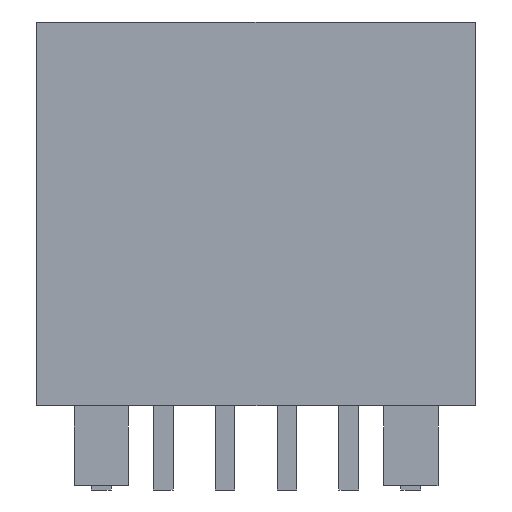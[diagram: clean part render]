
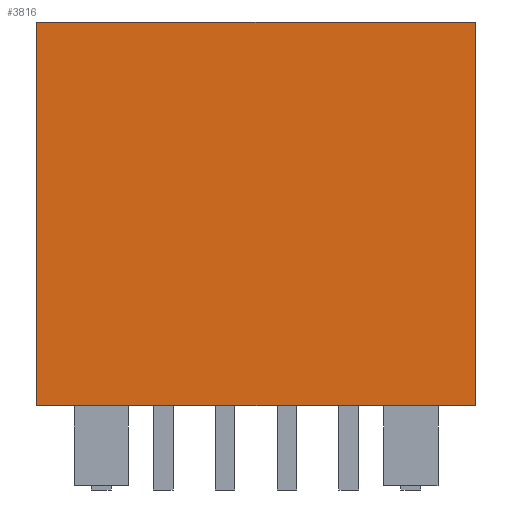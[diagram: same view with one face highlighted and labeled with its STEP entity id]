
A CAD part, front view. The second image highlights one B-rep face of the part: STEP entity #3816.
In plain terms, the highlighted planar face has unit normal (0, -1, 0).
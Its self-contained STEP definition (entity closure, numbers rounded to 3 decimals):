
#44 = PLANE('',#45);
#45 = AXIS2_PLACEMENT_3D('',#46,#47,#48);
#46 = CARTESIAN_POINT('',(-2.6,8.48,0.));
#47 = DIRECTION('',(0.,0.,1.));
#48 = DIRECTION('',(0.,-1.,0.));
#1064 = EDGE_CURVE('',#1065,#1067,#1069,.T.);
#1065 = VERTEX_POINT('',#1066);
#1066 = CARTESIAN_POINT('',(15.1,-5.92,0.));
#1067 = VERTEX_POINT('',#1068);
#1068 = CARTESIAN_POINT('',(-2.6,-5.92,0.));
#1069 = SURFACE_CURVE('',#1070,(#1074,#1081),.PCURVE_S1.);
#1070 = LINE('',#1071,#1072);
#1071 = CARTESIAN_POINT('',(-2.6,-5.92,0.));
#1072 = VECTOR('',#1073,1.);
#1073 = DIRECTION('',(-1.,0.,0.));
#1074 = PCURVE('',#44,#1075);
#1075 = DEFINITIONAL_REPRESENTATION('',(#1076),#1080);
#1076 = LINE('',#1077,#1078);
#1077 = CARTESIAN_POINT('',(14.4,0.));
#1078 = VECTOR('',#1079,1.);
#1079 = DIRECTION('',(0.,-1.));
#1080 = ( GEOMETRIC_REPRESENTATION_CONTEXT(2) 
PARAMETRIC_REPRESENTATION_CONTEXT() REPRESENTATION_CONTEXT('2D SPACE',''
  ) );
#1081 = PCURVE('',#1082,#1087);
#1082 = PLANE('',#1083);
#1083 = AXIS2_PLACEMENT_3D('',#1084,#1085,#1086);
#1084 = CARTESIAN_POINT('',(-2.6,-5.92,0.));
#1085 = DIRECTION('',(0.,-1.,0.));
#1086 = DIRECTION('',(-1.,0.,0.));
#1087 = DEFINITIONAL_REPRESENTATION('',(#1088),#1092);
#1088 = LINE('',#1089,#1090);
#1089 = CARTESIAN_POINT('',(0.,0.));
#1090 = VECTOR('',#1091,1.);
#1091 = DIRECTION('',(1.,0.));
#1092 = ( GEOMETRIC_REPRESENTATION_CONTEXT(2) 
PARAMETRIC_REPRESENTATION_CONTEXT() REPRESENTATION_CONTEXT('2D SPACE',''
  ) );
#1110 = PLANE('',#1111);
#1111 = AXIS2_PLACEMENT_3D('',#1112,#1113,#1114);
#1112 = CARTESIAN_POINT('',(-2.6,8.48,15.5));
#1113 = DIRECTION('',(1.,0.,0.));
#1114 = DIRECTION('',(0.,0.,-1.));
#1164 = PLANE('',#1165);
#1165 = AXIS2_PLACEMENT_3D('',#1166,#1167,#1168);
#1166 = CARTESIAN_POINT('',(15.1,8.48,15.5));
#1167 = DIRECTION('',(-1.,0.,0.));
#1168 = DIRECTION('',(0.,1.,0.));
#2060 = PLANE('',#2061);
#2061 = AXIS2_PLACEMENT_3D('',#2062,#2063,#2064);
#2062 = CARTESIAN_POINT('',(-2.6,8.48,15.5));
#2063 = DIRECTION('',(0.,0.,-1.));
#2064 = DIRECTION('',(0.,1.,0.));
#3521 = EDGE_CURVE('',#1067,#3522,#3524,.T.);
#3522 = VERTEX_POINT('',#3523);
#3523 = CARTESIAN_POINT('',(-2.6,-5.92,15.5));
#3524 = SURFACE_CURVE('',#3525,(#3529,#3536),.PCURVE_S1.);
#3525 = LINE('',#3526,#3527);
#3526 = CARTESIAN_POINT('',(-2.6,-5.92,15.5));
#3527 = VECTOR('',#3528,1.);
#3528 = DIRECTION('',(0.,0.,1.));
#3529 = PCURVE('',#1110,#3530);
#3530 = DEFINITIONAL_REPRESENTATION('',(#3531),#3535);
#3531 = LINE('',#3532,#3533);
#3532 = CARTESIAN_POINT('',(0.,-14.4));
#3533 = VECTOR('',#3534,1.);
#3534 = DIRECTION('',(-1.,0.));
#3535 = ( GEOMETRIC_REPRESENTATION_CONTEXT(2) 
PARAMETRIC_REPRESENTATION_CONTEXT() REPRESENTATION_CONTEXT('2D SPACE',''
  ) );
#3536 = PCURVE('',#1082,#3537);
#3537 = DEFINITIONAL_REPRESENTATION('',(#3538),#3542);
#3538 = LINE('',#3539,#3540);
#3539 = CARTESIAN_POINT('',(0.,-15.5));
#3540 = VECTOR('',#3541,1.);
#3541 = DIRECTION('',(0.,-1.));
#3542 = ( GEOMETRIC_REPRESENTATION_CONTEXT(2) 
PARAMETRIC_REPRESENTATION_CONTEXT() REPRESENTATION_CONTEXT('2D SPACE',''
  ) );
#3816 = ADVANCED_FACE('',(#3817),#1082,.T.);
#3817 = FACE_BOUND('',#3818,.T.);
#3818 = EDGE_LOOP('',(#3819,#3820,#3821,#3844));
#3819 = ORIENTED_EDGE('',*,*,#3521,.F.);
#3820 = ORIENTED_EDGE('',*,*,#1064,.F.);
#3821 = ORIENTED_EDGE('',*,*,#3822,.F.);
#3822 = EDGE_CURVE('',#3823,#1065,#3825,.T.);
#3823 = VERTEX_POINT('',#3824);
#3824 = CARTESIAN_POINT('',(15.1,-5.92,15.5));
#3825 = SURFACE_CURVE('',#3826,(#3830,#3837),.PCURVE_S1.);
#3826 = LINE('',#3827,#3828);
#3827 = CARTESIAN_POINT('',(15.1,-5.92,15.5));
#3828 = VECTOR('',#3829,1.);
#3829 = DIRECTION('',(0.,0.,-1.));
#3830 = PCURVE('',#1082,#3831);
#3831 = DEFINITIONAL_REPRESENTATION('',(#3832),#3836);
#3832 = LINE('',#3833,#3834);
#3833 = CARTESIAN_POINT('',(-17.7,-15.5));
#3834 = VECTOR('',#3835,1.);
#3835 = DIRECTION('',(0.,1.));
#3836 = ( GEOMETRIC_REPRESENTATION_CONTEXT(2) 
PARAMETRIC_REPRESENTATION_CONTEXT() REPRESENTATION_CONTEXT('2D SPACE',''
  ) );
#3837 = PCURVE('',#1164,#3838);
#3838 = DEFINITIONAL_REPRESENTATION('',(#3839),#3843);
#3839 = LINE('',#3840,#3841);
#3840 = CARTESIAN_POINT('',(-14.4,0.));
#3841 = VECTOR('',#3842,1.);
#3842 = DIRECTION('',(0.,1.));
#3843 = ( GEOMETRIC_REPRESENTATION_CONTEXT(2) 
PARAMETRIC_REPRESENTATION_CONTEXT() REPRESENTATION_CONTEXT('2D SPACE',''
  ) );
#3844 = ORIENTED_EDGE('',*,*,#3845,.F.);
#3845 = EDGE_CURVE('',#3522,#3823,#3846,.T.);
#3846 = SURFACE_CURVE('',#3847,(#3851,#3858),.PCURVE_S1.);
#3847 = LINE('',#3848,#3849);
#3848 = CARTESIAN_POINT('',(-2.6,-5.92,15.5));
#3849 = VECTOR('',#3850,1.);
#3850 = DIRECTION('',(1.,0.,0.));
#3851 = PCURVE('',#1082,#3852);
#3852 = DEFINITIONAL_REPRESENTATION('',(#3853),#3857);
#3853 = LINE('',#3854,#3855);
#3854 = CARTESIAN_POINT('',(0.,-15.5));
#3855 = VECTOR('',#3856,1.);
#3856 = DIRECTION('',(-1.,0.));
#3857 = ( GEOMETRIC_REPRESENTATION_CONTEXT(2) 
PARAMETRIC_REPRESENTATION_CONTEXT() REPRESENTATION_CONTEXT('2D SPACE',''
  ) );
#3858 = PCURVE('',#2060,#3859);
#3859 = DEFINITIONAL_REPRESENTATION('',(#3860),#3864);
#3860 = LINE('',#3861,#3862);
#3861 = CARTESIAN_POINT('',(-14.4,0.));
#3862 = VECTOR('',#3863,1.);
#3863 = DIRECTION('',(0.,1.));
#3864 = ( GEOMETRIC_REPRESENTATION_CONTEXT(2) 
PARAMETRIC_REPRESENTATION_CONTEXT() REPRESENTATION_CONTEXT('2D SPACE',''
  ) );
